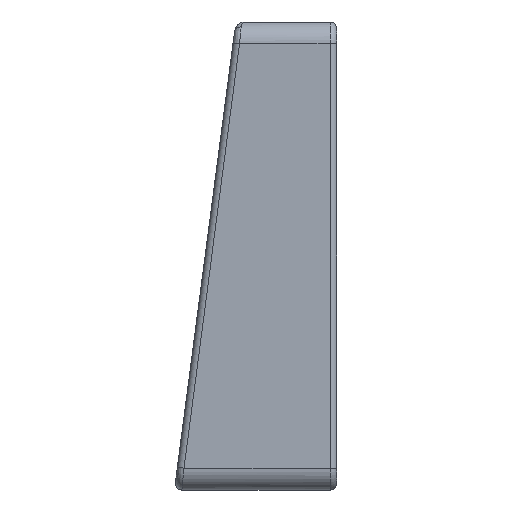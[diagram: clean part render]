
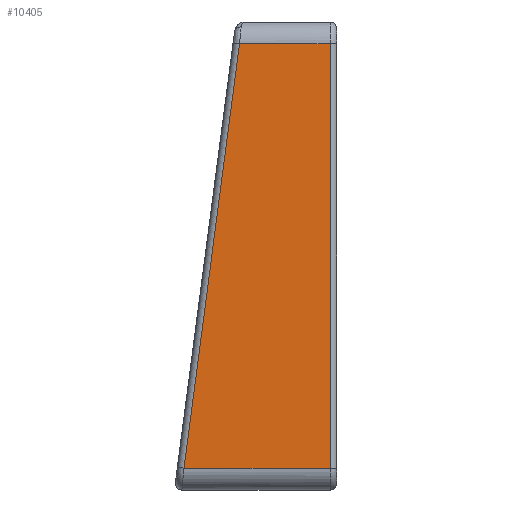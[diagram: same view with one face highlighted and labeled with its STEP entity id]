
A CAD part, left-side view. The second image highlights one B-rep face of the part: STEP entity #10405.
In plain terms, the highlighted planar face has unit normal (-1, 0, 0).
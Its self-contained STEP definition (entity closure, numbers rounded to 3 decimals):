
#373 = LINE ( 'NONE', #2826, #8502 ) ;
#630 = DIRECTION ( 'NONE',  ( 0., 1., 0. ) ) ;
#649 = EDGE_CURVE ( 'NONE', #10085, #8374, #8091, .T. ) ;
#1997 = CARTESIAN_POINT ( 'NONE',  ( 0., 418.622, -101.75 ) ) ;
#2003 = CARTESIAN_POINT ( 'NONE',  ( 0., 34.831, -101.75 ) ) ;
#2623 = PLANE ( 'NONE',  #7392 ) ;
#2774 = ORIENTED_EDGE ( 'NONE', *, *, #7264, .T. ) ;
#2826 = CARTESIAN_POINT ( 'NONE',  ( 0., 34.857, -101.945 ) ) ;
#2995 = LINE ( 'NONE', #3161, #5584 ) ;
#3161 = CARTESIAN_POINT ( 'NONE',  ( 0., 1.5, -5. ) ) ;
#3253 = LINE ( 'NONE', #6623, #7722 ) ;
#3779 = CARTESIAN_POINT ( 'NONE',  ( 0., 1.5, -101.75 ) ) ;
#4096 = VERTEX_POINT ( 'NONE', #11067 ) ;
#4123 = ORIENTED_EDGE ( 'NONE', *, *, #6247, .T. ) ;
#4253 = VERTEX_POINT ( 'NONE', #4902 ) ;
#4368 = FACE_OUTER_BOUND ( 'NONE', #4611, .T. ) ;
#4611 = EDGE_LOOP ( 'NONE', ( #5800, #6315, #2774, #4123 ) ) ;
#4682 = DIRECTION ( 'NONE',  ( 0., 0., 1. ) ) ;
#4902 = CARTESIAN_POINT ( 'NONE',  ( 0., 1.5, -5. ) ) ;
#5207 = CARTESIAN_POINT ( 'NONE',  ( 0., 418.622, 0. ) ) ;
#5584 = VECTOR ( 'NONE', #4682, 1000. ) ;
#5788 = VECTOR ( 'NONE', #8773, 1000. ) ;
#5800 = ORIENTED_EDGE ( 'NONE', *, *, #649, .T. ) ;
#6247 = EDGE_CURVE ( 'NONE', #4096, #10085, #373, .T. ) ;
#6315 = ORIENTED_EDGE ( 'NONE', *, *, #10782, .T. ) ;
#6623 = CARTESIAN_POINT ( 'NONE',  ( 0., 20.894, -5. ) ) ;
#7264 = EDGE_CURVE ( 'NONE', #4253, #4096, #3253, .T. ) ;
#7370 = DIRECTION ( 'NONE',  ( 0., 0.13, -0.992 ) ) ;
#7392 = AXIS2_PLACEMENT_3D ( 'NONE', #5207, #10225, #7810 ) ;
#7722 = VECTOR ( 'NONE', #630, 1000. ) ;
#7810 = DIRECTION ( 'NONE',  ( 0., 0., 1. ) ) ;
#8091 = LINE ( 'NONE', #1997, #5788 ) ;
#8374 = VERTEX_POINT ( 'NONE', #3779 ) ;
#8502 = VECTOR ( 'NONE', #7370, 1000. ) ;
#8773 = DIRECTION ( 'NONE',  ( 0., -1., 0. ) ) ;
#10085 = VERTEX_POINT ( 'NONE', #2003 ) ;
#10225 = DIRECTION ( 'NONE',  ( -1., 0., 0. ) ) ;
#10405 = ADVANCED_FACE ( 'NONE', ( #4368 ), #2623, .T. ) ;
#10782 = EDGE_CURVE ( 'NONE', #8374, #4253, #2995, .T. ) ;
#11067 = CARTESIAN_POINT ( 'NONE',  ( 0., 22.143, -5. ) ) ;
